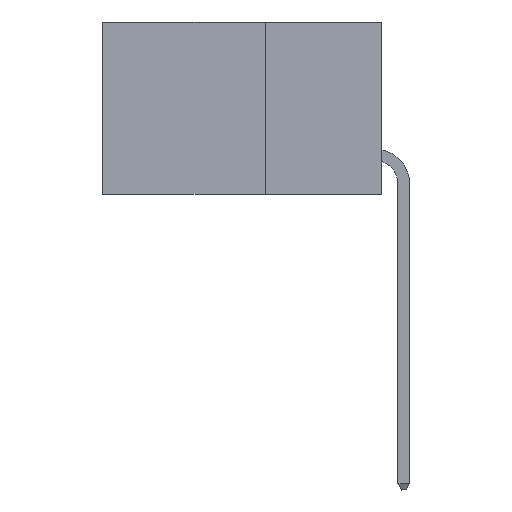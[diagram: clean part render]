
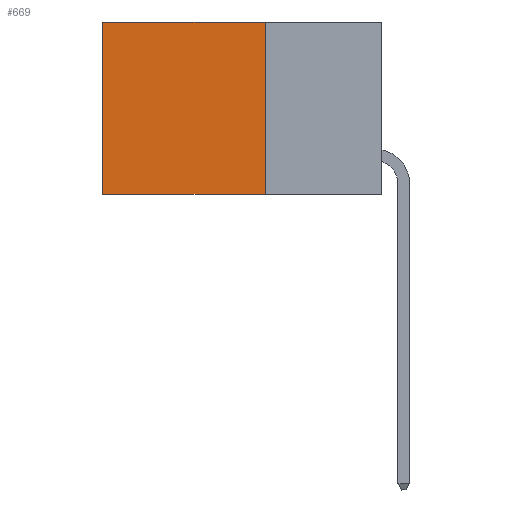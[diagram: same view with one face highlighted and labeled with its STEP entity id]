
A CAD part, left-side view. The second image highlights one B-rep face of the part: STEP entity #669.
In plain terms, the highlighted planar face has unit normal (-1, 0, 0).
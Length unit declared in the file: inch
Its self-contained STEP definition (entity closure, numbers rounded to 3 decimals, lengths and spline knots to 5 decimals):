
#86 = EDGE_CURVE ( 'NONE', #780, #6989, #1160, .T. ) ;
#347 = VECTOR ( 'NONE', #8391, 39.37008 ) ;
#669 = ADVANCED_FACE ( 'NONE', ( #6150 ), #2903, .F. ) ;
#780 = VERTEX_POINT ( 'NONE', #6979 ) ;
#798 = DIRECTION ( 'NONE',  ( 0., 1., 0. ) ) ;
#907 = ORIENTED_EDGE ( 'NONE', *, *, #5491, .F. ) ;
#914 = EDGE_CURVE ( 'NONE', #10117, #3080, #1672, .T. ) ;
#1160 = LINE ( 'NONE', #6309, #6183 ) ;
#1672 = LINE ( 'NONE', #5168, #5823 ) ;
#2442 = EDGE_CURVE ( 'NONE', #780, #10117, #8068, .T. ) ;
#2636 = ORIENTED_EDGE ( 'NONE', *, *, #914, .T. ) ;
#2651 = CARTESIAN_POINT ( 'NONE',  ( 0.2875, 0.25, 0. ) ) ;
#2768 = CARTESIAN_POINT ( 'NONE',  ( 0.2875, 0.6, 0. ) ) ;
#2903 = PLANE ( 'NONE',  #8961 ) ;
#3080 = VERTEX_POINT ( 'NONE', #4005 ) ;
#3218 = CARTESIAN_POINT ( 'NONE',  ( 0.2875, 0.25, -0.37 ) ) ;
#3780 = ORIENTED_EDGE ( 'NONE', *, *, #86, .F. ) ;
#3932 = CARTESIAN_POINT ( 'NONE',  ( 0.2875, 0.25, 0. ) ) ;
#4005 = CARTESIAN_POINT ( 'NONE',  ( 0.2875, 0.6, -0.37 ) ) ;
#5168 = CARTESIAN_POINT ( 'NONE',  ( 0.2875, 0.6, 0. ) ) ;
#5258 = DIRECTION ( 'NONE',  ( 0., 0., -1. ) ) ;
#5491 = EDGE_CURVE ( 'NONE', #6989, #3080, #6207, .T. ) ;
#5823 = VECTOR ( 'NONE', #10205, 39.37008 ) ;
#6150 = FACE_OUTER_BOUND ( 'NONE', #8317, .T. ) ;
#6183 = VECTOR ( 'NONE', #9469, 39.37008 ) ;
#6207 = LINE ( 'NONE', #3218, #7848 ) ;
#6309 = CARTESIAN_POINT ( 'NONE',  ( 0.2875, 0.25, 0. ) ) ;
#6979 = CARTESIAN_POINT ( 'NONE',  ( 0.2875, 0.25, 0. ) ) ;
#6989 = VERTEX_POINT ( 'NONE', #9311 ) ;
#7724 = DIRECTION ( 'NONE',  ( 1., 0., 0. ) ) ;
#7848 = VECTOR ( 'NONE', #798, 39.37008 ) ;
#8068 = LINE ( 'NONE', #2651, #347 ) ;
#8317 = EDGE_LOOP ( 'NONE', ( #2636, #907, #3780, #10651 ) ) ;
#8391 = DIRECTION ( 'NONE',  ( 0., 1., 0. ) ) ;
#8961 = AXIS2_PLACEMENT_3D ( 'NONE', #3932, #7724, #5258 ) ;
#9311 = CARTESIAN_POINT ( 'NONE',  ( 0.2875, 0.25, -0.37 ) ) ;
#9469 = DIRECTION ( 'NONE',  ( 0., 0., -1. ) ) ;
#10117 = VERTEX_POINT ( 'NONE', #2768 ) ;
#10205 = DIRECTION ( 'NONE',  ( 0., 0., -1. ) ) ;
#10651 = ORIENTED_EDGE ( 'NONE', *, *, #2442, .T. ) ;
